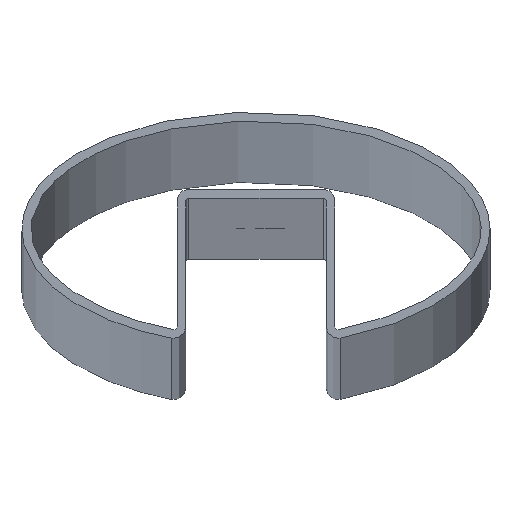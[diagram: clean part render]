
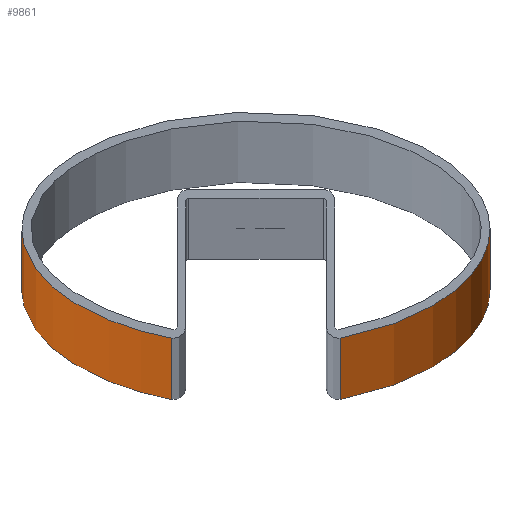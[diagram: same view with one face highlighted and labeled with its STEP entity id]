
A CAD part, top view. The second image highlights one B-rep face of the part: STEP entity #9861.
In plain terms, the highlighted free-form (B-spline) face has degree [3, 1] with [7, 2] control points.
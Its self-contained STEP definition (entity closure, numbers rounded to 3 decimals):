
#369 = CARTESIAN_POINT ( 'NONE',  ( 0., 20., 3000. ) ) ;
#426 = CARTESIAN_POINT ( 'NONE',  ( 68.123, -8.312, 3000. ) ) ;
#1353 = VECTOR ( 'NONE', #15660, 1000. ) ;
#1732 = DIRECTION ( 'NONE',  ( 0., 0., -1. ) ) ;
#2059 = CARTESIAN_POINT ( 'NONE',  ( -57.594, 20., -3000. ) ) ;
#2783 = CARTESIAN_POINT ( 'NONE',  ( 0., 20., -3000. ) ) ;
#2956 = CARTESIAN_POINT ( 'NONE',  ( 14.378, -18.663, 3000. ) ) ;
#3264 = CARTESIAN_POINT ( 'NONE',  ( -14.378, -18.663, 3000. ) ) ;
#3904 = EDGE_LOOP ( 'NONE', ( #5612, #7001, #6819, #11915 ) ) ;
#4126 = CARTESIAN_POINT ( 'NONE',  ( -57.594, 20., 3000. ) ) ;
#4172 =( BOUNDED_CURVE ( )  B_SPLINE_CURVE ( 3, ( #12831, #7762, #11896, #10580, #12990, #5580, #3264 ),
 .UNSPECIFIED., .F., .T. ) 
 B_SPLINE_CURVE_WITH_KNOTS ( ( 4, 3, 4 ),
 ( 5.08, 7.854, 10.628 ),
 .UNSPECIFIED. ) 
 CURVE ( )  GEOMETRIC_REPRESENTATION_ITEM ( )  RATIONAL_B_SPLINE_CURVE ( ( 1., 0.455, 0.455, 1., 0.455, 0.455, 1. ) ) 
 REPRESENTATION_ITEM ( '' )  );
#4276 = LINE ( 'NONE', #4617, #1353 ) ;
#4588 = CARTESIAN_POINT ( 'NONE',  ( 14.378, -18.663, -3000. ) ) ;
#4617 = CARTESIAN_POINT ( 'NONE',  ( 14.378, -18.663, 3000. ) ) ;
#5371 = CARTESIAN_POINT ( 'NONE',  ( 68.123, -8.312, -3000. ) ) ;
#5580 = CARTESIAN_POINT ( 'NONE',  ( -68.123, -8.312, 3000. ) ) ;
#5612 = ORIENTED_EDGE ( 'NONE', *, *, #15076, .T. ) ;
#5838 = CARTESIAN_POINT ( 'NONE',  ( 57.594, 20., -3000. ) ) ;
#6620 = CARTESIAN_POINT ( 'NONE',  ( -14.378, -18.663, -3000. ) ) ;
#6819 = ORIENTED_EDGE ( 'NONE', *, *, #15905, .F. ) ;
#7001 = ORIENTED_EDGE ( 'NONE', *, *, #7775, .F. ) ;
#7356 = VERTEX_POINT ( 'NONE', #9268 ) ;
#7667 = VERTEX_POINT ( 'NONE', #12434 ) ;
#7762 = CARTESIAN_POINT ( 'NONE',  ( 68.123, -8.312, 3000. ) ) ;
#7775 = EDGE_CURVE ( 'NONE', #13187, #7958, #12609, .T. ) ;
#7958 = VERTEX_POINT ( 'NONE', #11773 ) ;
#8973 = EDGE_CURVE ( 'NONE', #7667, #7356, #4276, .T. ) ;
#8997 = CARTESIAN_POINT ( 'NONE',  ( -68.123, -8.312, 3000. ) ) ;
#9042 = CARTESIAN_POINT ( 'NONE',  ( -14.378, -18.663, 3000. ) ) ;
#9157 = CARTESIAN_POINT ( 'NONE',  ( -14.378, -18.663, 3000. ) ) ;
#9210 = CARTESIAN_POINT ( 'NONE',  ( 57.594, 20., -3000. ) ) ;
#9268 = CARTESIAN_POINT ( 'NONE',  ( 14.378, -18.663, -3000. ) ) ;
#9446 = CARTESIAN_POINT ( 'NONE',  ( 0., 20., -3000. ) ) ;
#9861 = ADVANCED_FACE ( 'NONE', ( #10236 ), #11578, .F. ) ;
#10103 = CARTESIAN_POINT ( 'NONE',  ( -14.378, -18.663, 3000. ) ) ;
#10236 = FACE_OUTER_BOUND ( 'NONE', #3904, .T. ) ;
#10269 = VECTOR ( 'NONE', #1732, 1000. ) ;
#10374 = CARTESIAN_POINT ( 'NONE',  ( -57.594, 20., -3000. ) ) ;
#10580 = CARTESIAN_POINT ( 'NONE',  ( 0., 20., 3000. ) ) ;
#10620 = CARTESIAN_POINT ( 'NONE',  ( -14.378, -18.663, -3000. ) ) ;
#11578 =( BOUNDED_SURFACE ( )  B_SPLINE_SURFACE ( 3, 1, ( 
 ( #2956, #12665 ),
 ( #426, #5371 ),
 ( #15323, #9210 ),
 ( #369, #2783 ),
 ( #4126, #10374 ),
 ( #8997, #14048 ),
 ( #9157, #6620 ) ),
 .UNSPECIFIED., .F., .F., .F. ) 
 B_SPLINE_SURFACE_WITH_KNOTS ( ( 4, 3, 4 ),
 ( 2, 2 ),
 ( 0., 0.5, 1. ),
 ( 0., 1. ),
 .UNSPECIFIED. ) 
 GEOMETRIC_REPRESENTATION_ITEM ( )  RATIONAL_B_SPLINE_SURFACE ( (
 ( 1., 1.),
 ( 0.455, 0.455),
 ( 0.455, 0.455),
 ( 1., 1.),
 ( 0.455, 0.455),
 ( 0.455, 0.455),
 ( 1., 1.) ) ) 
 REPRESENTATION_ITEM ( '' )  SURFACE ( )  );
#11773 = CARTESIAN_POINT ( 'NONE',  ( -14.378, -18.663, -3000. ) ) ;
#11823 = CARTESIAN_POINT ( 'NONE',  ( 68.123, -8.312, -3000. ) ) ;
#11896 = CARTESIAN_POINT ( 'NONE',  ( 57.594, 20., 3000. ) ) ;
#11915 = ORIENTED_EDGE ( 'NONE', *, *, #8973, .T. ) ;
#12434 = CARTESIAN_POINT ( 'NONE',  ( 14.378, -18.663, 3000. ) ) ;
#12609 = LINE ( 'NONE', #9042, #10269 ) ;
#12665 = CARTESIAN_POINT ( 'NONE',  ( 14.378, -18.663, -3000. ) ) ;
#12831 = CARTESIAN_POINT ( 'NONE',  ( 14.378, -18.663, 3000. ) ) ;
#12990 = CARTESIAN_POINT ( 'NONE',  ( -57.594, 20., 3000. ) ) ;
#13187 = VERTEX_POINT ( 'NONE', #10103 ) ;
#14048 = CARTESIAN_POINT ( 'NONE',  ( -68.123, -8.312, -3000. ) ) ;
#14354 = CARTESIAN_POINT ( 'NONE',  ( -68.123, -8.312, -3000. ) ) ;
#14732 =( BOUNDED_CURVE ( )  B_SPLINE_CURVE ( 3, ( #4588, #11823, #5838, #9446, #2059, #14354, #10620 ),
 .UNSPECIFIED., .F., .F. ) 
 B_SPLINE_CURVE_WITH_KNOTS ( ( 4, 3, 4 ),
 ( 5.08, 7.854, 10.628 ),
 .UNSPECIFIED. ) 
 CURVE ( )  GEOMETRIC_REPRESENTATION_ITEM ( )  RATIONAL_B_SPLINE_CURVE ( ( 1., 0.455, 0.455, 1., 0.455, 0.455, 1. ) ) 
 REPRESENTATION_ITEM ( '' )  );
#15076 = EDGE_CURVE ( 'NONE', #7356, #7958, #14732, .T. ) ;
#15323 = CARTESIAN_POINT ( 'NONE',  ( 57.594, 20., 3000. ) ) ;
#15660 = DIRECTION ( 'NONE',  ( 0., 0., -1. ) ) ;
#15905 = EDGE_CURVE ( 'NONE', #7667, #13187, #4172, .T. ) ;
